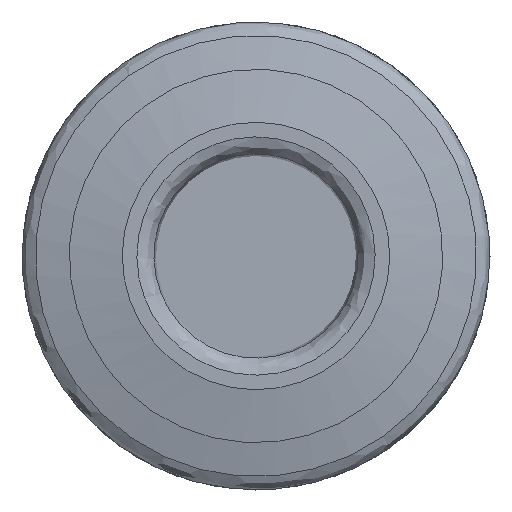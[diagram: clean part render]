
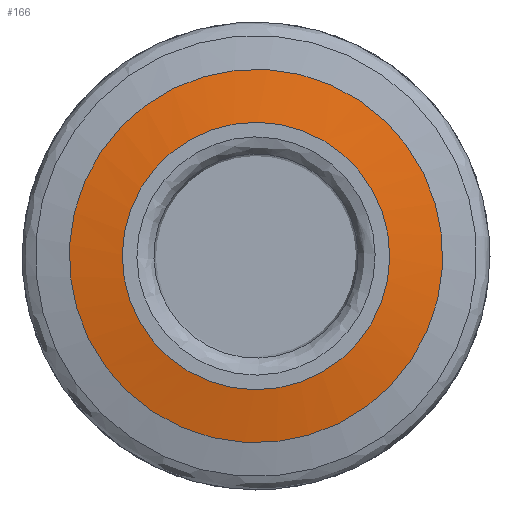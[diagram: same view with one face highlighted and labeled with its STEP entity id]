
A CAD part, left-side view. The second image highlights one B-rep face of the part: STEP entity #166.
In plain terms, the highlighted free-form (B-spline) face has degree [1, 3] with [2, 7] control points.
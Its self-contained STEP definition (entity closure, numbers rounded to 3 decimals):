
#39=(
BOUNDED_SURFACE()
B_SPLINE_SURFACE(1,3,((#884,#885,#886,#887,#888,#889,#890),(#891,#892,#893,
#894,#895,#896,#897)),.UNSPECIFIED.,.F.,.T.,.F.)
B_SPLINE_SURFACE_WITH_KNOTS((2,2),(1,3,3,3,1),(0.,1.),(-0.5,0.,0.5,1.,1.5),
 .UNSPECIFIED.)
GEOMETRIC_REPRESENTATION_ITEM()
RATIONAL_B_SPLINE_SURFACE(((1.,0.333,0.333,1.,0.333,
0.333,1.),(1.,0.333,0.333,1.,0.333,
0.333,1.)))
REPRESENTATION_ITEM('')
SURFACE()
);
#52=LINE('',#881,#64);
#64=VECTOR('',#604,1.);
#166=ADVANCED_FACE('',(#188),#39,.F.);
#188=FACE_OUTER_BOUND('',#236,.T.);
#236=EDGE_LOOP('',(#308,#309,#310,#311));
#308=ORIENTED_EDGE('',*,*,#405,.T.);
#309=ORIENTED_EDGE('',*,*,#406,.F.);
#310=ORIENTED_EDGE('',*,*,#405,.F.);
#311=ORIENTED_EDGE('',*,*,#404,.T.);
#364=VERTEX_POINT('',#878);
#365=VERTEX_POINT('',#882);
#404=EDGE_CURVE('',#364,#364,#446,.T.);
#405=EDGE_CURVE('',#364,#365,#52,.T.);
#406=EDGE_CURVE('',#365,#365,#447,.T.);
#446=CIRCLE('',#497,9.144);
#447=CIRCLE('',#499,12.772);
#497=AXIS2_PLACEMENT_3D('',#879,#600,#601);
#499=AXIS2_PLACEMENT_3D('',#883,#605,#606);
#600=DIRECTION('',(1.,0.,0.));
#601=DIRECTION('',(0.,-0.986,0.164));
#604=DIRECTION('',(0.173,-0.985,-0.018));
#605=DIRECTION('',(1.,0.,0.));
#606=DIRECTION('',(0.,-0.994,0.112));
#878=CARTESIAN_POINT('',(0.,-9.02,1.5));
#879=CARTESIAN_POINT('',(0.,0.,0.));
#881=CARTESIAN_POINT('',(0.,-9.02,1.5));
#882=CARTESIAN_POINT('',(0.644,-12.691,1.432));
#883=CARTESIAN_POINT('',(0.644,0.,0.));
#884=CARTESIAN_POINT('',(0.,-9.02,1.5));
#885=CARTESIAN_POINT('',(0.,-12.02,-16.539));
#886=CARTESIAN_POINT('',(0.,6.02,-19.539));
#887=CARTESIAN_POINT('',(0.,9.02,-1.5));
#888=CARTESIAN_POINT('',(0.,12.02,16.539));
#889=CARTESIAN_POINT('',(0.,-6.02,19.539));
#890=CARTESIAN_POINT('',(0.,-9.02,1.5));
#891=CARTESIAN_POINT('',(0.644,-12.691,1.432));
#892=CARTESIAN_POINT('',(0.644,-15.556,-23.95));
#893=CARTESIAN_POINT('',(0.644,9.827,-26.815));
#894=CARTESIAN_POINT('',(0.644,12.691,-1.432));
#895=CARTESIAN_POINT('',(0.644,15.556,23.95));
#896=CARTESIAN_POINT('',(0.644,-9.827,26.815));
#897=CARTESIAN_POINT('',(0.644,-12.691,1.432));
